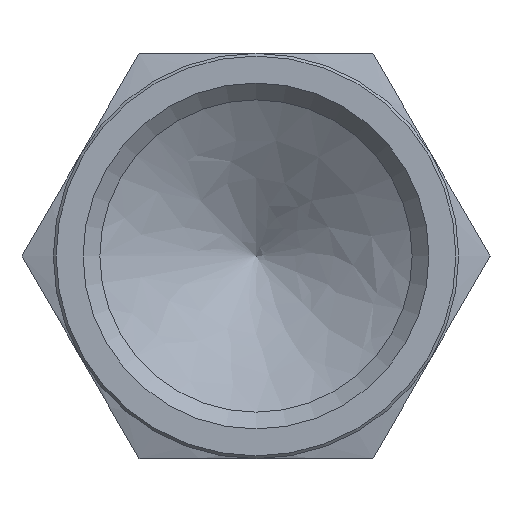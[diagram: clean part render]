
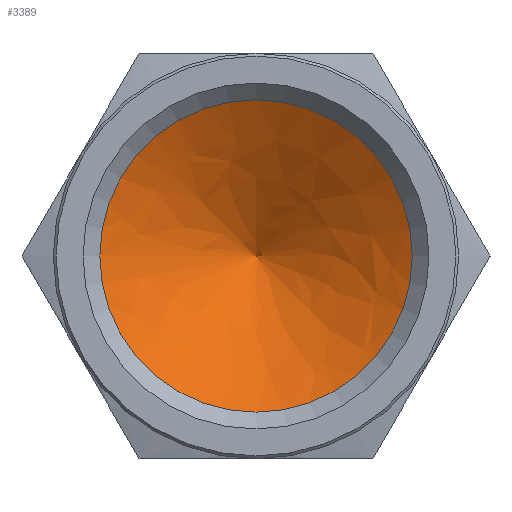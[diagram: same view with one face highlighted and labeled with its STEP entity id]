
A CAD part, left-side view. The second image highlights one B-rep face of the part: STEP entity #3389.
In plain terms, the highlighted free-form (B-spline) face has degree [1, 2] with [2, 9] control points.
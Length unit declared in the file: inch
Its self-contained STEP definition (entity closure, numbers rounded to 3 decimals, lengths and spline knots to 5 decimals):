
#3163=CARTESIAN_POINT('',(1.3,-0.867,0.0));
#3164=VERTEX_POINT('',#3163);
#3165=CARTESIAN_POINT('',(1.3,0.0,0.0));
#3166=DIRECTION('',(-1.0,0.0,0.0));
#3167=DIRECTION('',(0.0,-1.0,0.0));
#3168=AXIS2_PLACEMENT_3D('',#3165,#3166,#3167);
#3169=CIRCLE('',#3168,0.867);
#3170=EDGE_CURVE('',#3164,#3164,#3169,.T.);
#3360=CARTESIAN_POINT('',(1.3,0.867,0.));
#3361=CARTESIAN_POINT('',(1.82095,0.0,0.0));
#3362=CARTESIAN_POINT('',(1.3,0.867,-0.867));
#3363=CARTESIAN_POINT('',(1.82095,0.0,0.0));
#3364=CARTESIAN_POINT('',(1.3,0.,-0.867));
#3365=CARTESIAN_POINT('',(1.82095,0.0,0.0));
#3366=CARTESIAN_POINT('',(1.3,-0.867,-0.867));
#3367=CARTESIAN_POINT('',(1.82095,0.0,0.0));
#3368=CARTESIAN_POINT('',(1.3,-0.867,0.));
#3369=CARTESIAN_POINT('',(1.82095,0.0,0.0));
#3370=CARTESIAN_POINT('',(1.3,-0.867,0.867));
#3371=CARTESIAN_POINT('',(1.82095,0.0,0.0));
#3372=CARTESIAN_POINT('',(1.3,0.,0.867));
#3373=CARTESIAN_POINT('',(1.82095,0.0,0.0));
#3374=CARTESIAN_POINT('',(1.3,0.867,0.867));
#3375=CARTESIAN_POINT('',(1.82095,0.0,0.0));
#3376=CARTESIAN_POINT('',(1.3,0.867,0.));
#3377=CARTESIAN_POINT('',(1.82095,0.0,0.0));
#3385=(BOUNDED_SURFACE()B_SPLINE_SURFACE(1,2,((#3360,#3362,#3364,#3366,#3368,#3370,#3372,#3374,#3376),(#3361,#3363,#3365,#3367,#3369,#3371,#3373,#3375,#3377)),.UNSPECIFIED.,.F.,.T.,.U.)B_SPLINE_SURFACE_WITH_KNOTS((2,2),(3,2,2,2,3),(-1.16663,1.16663),(0.0,0.68094,1.36188,2.04282,2.72376),.UNSPECIFIED.)GEOMETRIC_REPRESENTATION_ITEM()RATIONAL_B_SPLINE_SURFACE(((1.0,0.707,1.0,0.707,1.0,0.707,1.0,0.707,1.0),(1.0,0.707,1.0,0.707,1.0,0.707,1.0,0.707,1.0)))REPRESENTATION_ITEM('')SURFACE());
#3386=ORIENTED_EDGE('',*,*,#3170,.T.);
#3387=EDGE_LOOP('',(#3386));
#3388=FACE_OUTER_BOUND('',#3387,.T.);
#3389=ADVANCED_FACE('',(#3388),#3385,.F.);
